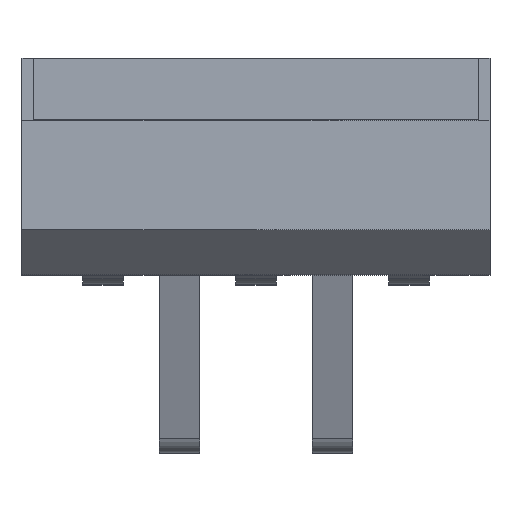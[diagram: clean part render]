
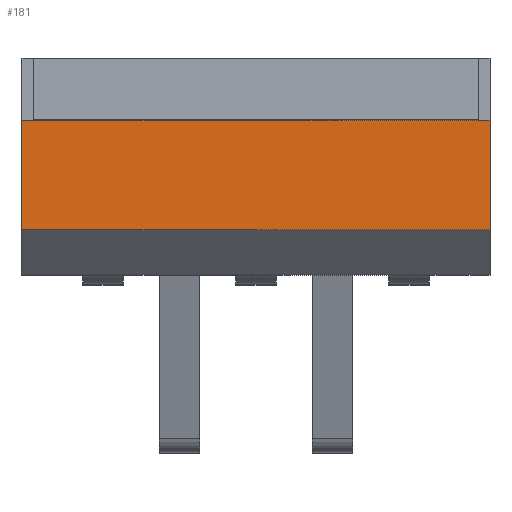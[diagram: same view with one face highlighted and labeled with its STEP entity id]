
A CAD part, top view. The second image highlights one B-rep face of the part: STEP entity #181.
In plain terms, the highlighted planar face has unit normal (0, 0, 1).
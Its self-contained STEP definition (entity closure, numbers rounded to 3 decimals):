
#26=VECTOR('',#27,1.);
#27=DIRECTION('',(-1.,0.,0.));
#52=ORIENTED_EDGE('',*,*,#53,.F.);
#53=EDGE_CURVE('',#54,#56,#58,.T.);
#54=VERTEX_POINT('',#55);
#55=CARTESIAN_POINT('',(8.6,3.39,14.85));
#56=VERTEX_POINT('',#57);
#57=CARTESIAN_POINT('',(-1.8,3.39,14.85));
#58=LINE('',#55,#26);
#76=DIRECTION('',(0.,0.,-1.));
#99=DIRECTION('',(0.,-1.,0.));
#109=LINE('',#110,#111);
#110=CARTESIAN_POINT('',(-1.8,-0.04,14.85));
#111=VECTOR('',#112,1.);
#112=DIRECTION('',(0.,1.,0.));
#126=CARTESIAN_POINT('',(8.6,4.76,14.85));
#181=ADVANCED_FACE('',(#182),#197,.F.);
#182=FACE_BOUND('',#183,.F.);
#183=EDGE_LOOP('',(#52,#184,#190,#195));
#184=ORIENTED_EDGE('',*,*,#185,.T.);
#185=EDGE_CURVE('',#54,#186,#188,.T.);
#186=VERTEX_POINT('',#187);
#187=CARTESIAN_POINT('',(8.6,0.96,14.85));
#188=LINE('',#126,#189);
#189=VECTOR('',#99,1.);
#190=ORIENTED_EDGE('',*,*,#191,.T.);
#191=EDGE_CURVE('',#186,#192,#194,.T.);
#192=VERTEX_POINT('',#193);
#193=CARTESIAN_POINT('',(-1.8,0.96,14.85));
#194=LINE('',#187,#26);
#195=ORIENTED_EDGE('',*,*,#196,.T.);
#196=EDGE_CURVE('',#192,#56,#109,.T.);
#197=PLANE('',#198);
#198=AXIS2_PLACEMENT_3D('',#199,#76,#99);
#199=CARTESIAN_POINT('',(3.4,2.36,14.85));
